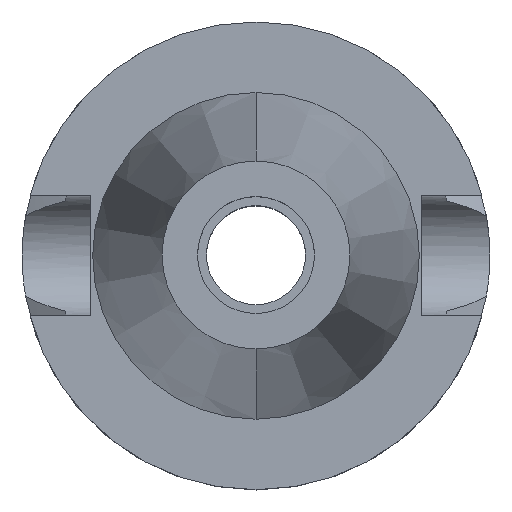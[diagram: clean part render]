
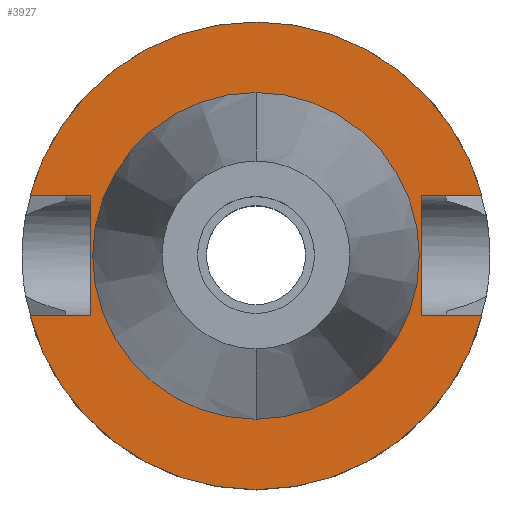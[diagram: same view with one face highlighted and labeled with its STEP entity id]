
A CAD part, top view. The second image highlights one B-rep face of the part: STEP entity #3927.
In plain terms, the highlighted planar face has unit normal (0, 0, 1).
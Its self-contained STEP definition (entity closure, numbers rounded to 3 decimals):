
#1652=DIRECTION('',(1.,0.,0.));
#1653=VECTOR('',#1652,12.921);
#1654=CARTESIAN_POINT('',(35.4,12.85,-1.5));
#1655=LINE('',#1654,#1653);
#1699=DIRECTION('',(0.,1.,0.));
#1700=VECTOR('',#1699,25.7);
#1701=CARTESIAN_POINT('',(-35.4,-12.85,-1.5));
#1702=LINE('',#1701,#1700);
#1706=DIRECTION('',(-1.,0.,0.));
#1707=VECTOR('',#1706,12.921);
#1708=CARTESIAN_POINT('',(-35.4,12.85,-1.5));
#1709=LINE('',#1708,#1707);
#1713=CARTESIAN_POINT('',(0.,0.,-1.5));
#1714=DIRECTION('',(0.,0.,-1.));
#1715=DIRECTION('',(-0.966,0.257,0.));
#1716=AXIS2_PLACEMENT_3D('',#1713,#1714,#1715);
#1721=CARTESIAN_POINT('',(0.,0.,-1.5));
#1722=DIRECTION('',(0.,0.,-1.));
#1723=DIRECTION('',(0.,1.,0.));
#1724=AXIS2_PLACEMENT_3D('',#1721,#1722,#1723);
#1729=DIRECTION('',(0.,-1.,0.));
#1730=VECTOR('',#1729,25.7);
#1731=CARTESIAN_POINT('',(35.4,12.85,-1.5));
#1732=LINE('',#1731,#1730);
#1736=DIRECTION('',(1.,0.,0.));
#1737=VECTOR('',#1736,12.921);
#1738=CARTESIAN_POINT('',(35.4,-12.85,-1.5));
#1739=LINE('',#1738,#1737);
#1743=CARTESIAN_POINT('',(0.,0.,-1.5));
#1744=DIRECTION('',(0.,0.,-1.));
#1745=DIRECTION('',(0.966,-0.257,0.));
#1746=AXIS2_PLACEMENT_3D('',#1743,#1744,#1745);
#1751=CARTESIAN_POINT('',(0.,0.,-1.5));
#1752=DIRECTION('',(0.,0.,-1.));
#1753=DIRECTION('',(0.,-1.,0.));
#1754=AXIS2_PLACEMENT_3D('',#1751,#1752,#1753);
#1759=CARTESIAN_POINT('',(0.,0.,-1.5));
#1760=DIRECTION('',(0.,0.,1.));
#1761=DIRECTION('',(0.,-1.,0.));
#1762=AXIS2_PLACEMENT_3D('',#1759,#1760,#1761);
#1767=CARTESIAN_POINT('',(0.,0.,-1.5));
#1768=DIRECTION('',(0.,0.,1.));
#1769=DIRECTION('',(0.,1.,0.));
#1770=AXIS2_PLACEMENT_3D('',#1767,#1768,#1769);
#1805=DIRECTION('',(-1.,0.,0.));
#1806=VECTOR('',#1805,12.921);
#1807=CARTESIAN_POINT('',(-35.4,-12.85,-1.5));
#1808=LINE('',#1807,#1806);
#2727=CARTESIAN_POINT('',(-35.4,-12.85,-1.5));
#2728=VERTEX_POINT('',#2727);
#2729=CARTESIAN_POINT('',(-48.321,-12.85,-1.5));
#2730=VERTEX_POINT('',#2729);
#2733=CARTESIAN_POINT('',(-35.4,12.85,-1.5));
#2734=VERTEX_POINT('',#2733);
#2735=CARTESIAN_POINT('',(-48.321,12.85,-1.5));
#2736=VERTEX_POINT('',#2735);
#2737=CARTESIAN_POINT('',(0.,50.,-1.5));
#2738=CARTESIAN_POINT('',(48.321,12.85,-1.5));
#2739=VERTEX_POINT('',#2737);
#2740=VERTEX_POINT('',#2738);
#2741=CARTESIAN_POINT('',(35.4,12.85,-1.5));
#2742=VERTEX_POINT('',#2741);
#2743=CARTESIAN_POINT('',(35.4,-12.85,-1.5));
#2744=VERTEX_POINT('',#2743);
#2745=CARTESIAN_POINT('',(48.321,-12.85,-1.5));
#2746=VERTEX_POINT('',#2745);
#2747=CARTESIAN_POINT('',(0.,-50.,-1.5));
#2748=VERTEX_POINT('',#2747);
#2749=CARTESIAN_POINT('',(0.,-34.925,-1.5));
#2750=CARTESIAN_POINT('',(0.,34.925,-1.5));
#2751=VERTEX_POINT('',#2749);
#2752=VERTEX_POINT('',#2750);
#3896=CARTESIAN_POINT('',(0.,0.,-1.5));
#3897=DIRECTION('',(0.,0.,-1.));
#3898=DIRECTION('',(0.,-1.,0.));
#3899=AXIS2_PLACEMENT_3D('',#3896,#3897,#3898);
#3900=PLANE('',#3899);
#3902=ORIENTED_EDGE('',*,*,#3901,.T.);
#3904=ORIENTED_EDGE('',*,*,#3903,.T.);
#3906=ORIENTED_EDGE('',*,*,#3905,.T.);
#3908=ORIENTED_EDGE('',*,*,#3907,.T.);
#3909=ORIENTED_EDGE('',*,*,#3872,.F.);
#3910=ORIENTED_EDGE('',*,*,#3886,.T.);
#3912=ORIENTED_EDGE('',*,*,#3911,.T.);
#3914=ORIENTED_EDGE('',*,*,#3913,.T.);
#3916=ORIENTED_EDGE('',*,*,#3915,.T.);
#3918=ORIENTED_EDGE('',*,*,#3917,.F.);
#3919=EDGE_LOOP('',(#3902,#3904,#3906,#3908,#3909,#3910,#3912,#3914,#3916,
#3918));
#3920=FACE_OUTER_BOUND('',#3919,.F.);
#3922=ORIENTED_EDGE('',*,*,#3921,.T.);
#3924=ORIENTED_EDGE('',*,*,#3923,.T.);
#3925=EDGE_LOOP('',(#3922,#3924));
#3926=FACE_BOUND('',#3925,.F.);
#1717=CIRCLE('',#1716,50.);
#1725=CIRCLE('',#1724,50.);
#1747=CIRCLE('',#1746,50.);
#1755=CIRCLE('',#1754,50.);
#1763=CIRCLE('',#1762,34.925);
#1771=CIRCLE('',#1770,34.925);
#3872=EDGE_CURVE('',#2742,#2740,#1655,.T.);
#3886=EDGE_CURVE('',#2742,#2744,#1732,.T.);
#3901=EDGE_CURVE('',#2728,#2734,#1702,.T.);
#3903=EDGE_CURVE('',#2734,#2736,#1709,.T.);
#3905=EDGE_CURVE('',#2736,#2739,#1717,.T.);
#3907=EDGE_CURVE('',#2739,#2740,#1725,.T.);
#3911=EDGE_CURVE('',#2744,#2746,#1739,.T.);
#3913=EDGE_CURVE('',#2746,#2748,#1747,.T.);
#3915=EDGE_CURVE('',#2748,#2730,#1755,.T.);
#3917=EDGE_CURVE('',#2728,#2730,#1808,.T.);
#3921=EDGE_CURVE('',#2751,#2752,#1763,.T.);
#3923=EDGE_CURVE('',#2752,#2751,#1771,.T.);
#3927=ADVANCED_FACE('',(#3920,#3926),#3900,.F.);
